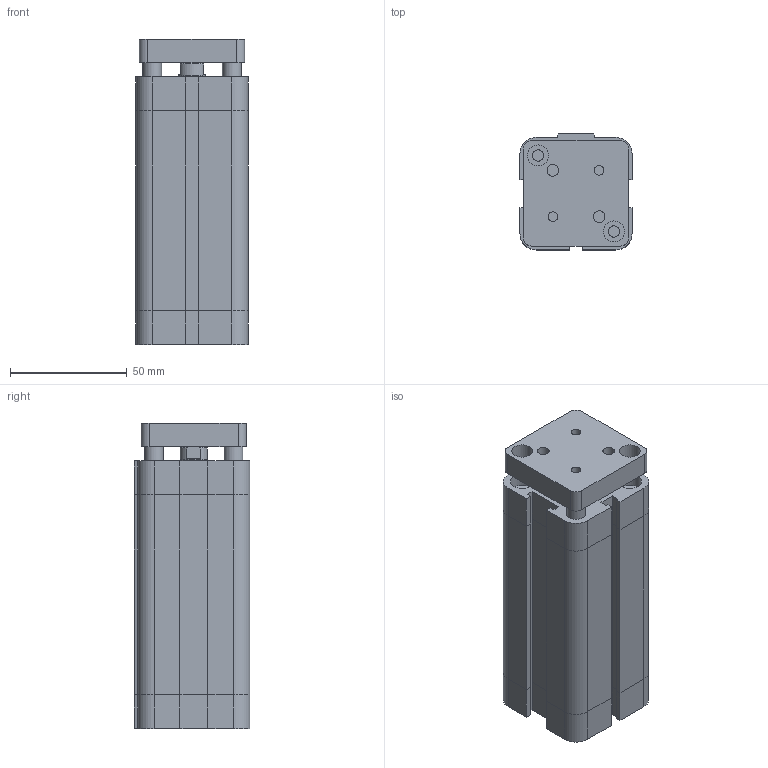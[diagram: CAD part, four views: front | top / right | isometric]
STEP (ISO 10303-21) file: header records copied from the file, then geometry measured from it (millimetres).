
FILE_DESCRIPTION((''),'2;1');
FILE_NAME('1561_32_0070_07_1.iam.stp','2009-04-20T15:13:57',(''),(''),'Autodesk Inventor 2009','Autodesk Inventor 2009','');
FILE_SCHEMA(('AUTOMOTIVE_DESIGN { 1 0 10303 214 1 1 1 1 }'));
Length unit declared in the file: millimetre
Products named in the file (3): 1561_32_0070_07_1; 1561_32_0070_07_1_C; 1561_32_0070_07_1_SA
Assembly tree (2 placements, depth 2):
  1561_32_0070_07_1
    1561_32_0070_07_1_C
    1561_32_0070_07_1_SA
Bounding box: 48 x 49.5 x 130.5 mm (x, y, z)
Volume: 261387.7 mm3; surface area: 52627 mm2
Topology: 2 solids, 2 shells, 182 faces, 411 edges, 253 vertices
Faces by surface type: plane 111, bspline 44, cylinder 21, cone 6
Full cylindrical faces by diameter (mm): 8 x2, 11.7 x2, 12 x1
Entity records: 5239 total; most frequent: CARTESIAN_POINT 1261, DIRECTION 734, ORIENTED_EDGE 732, EDGE_CURVE 366, VECTOR 268, LINE 268, EDGE_LOOP 244, VERTEX_POINT 238
